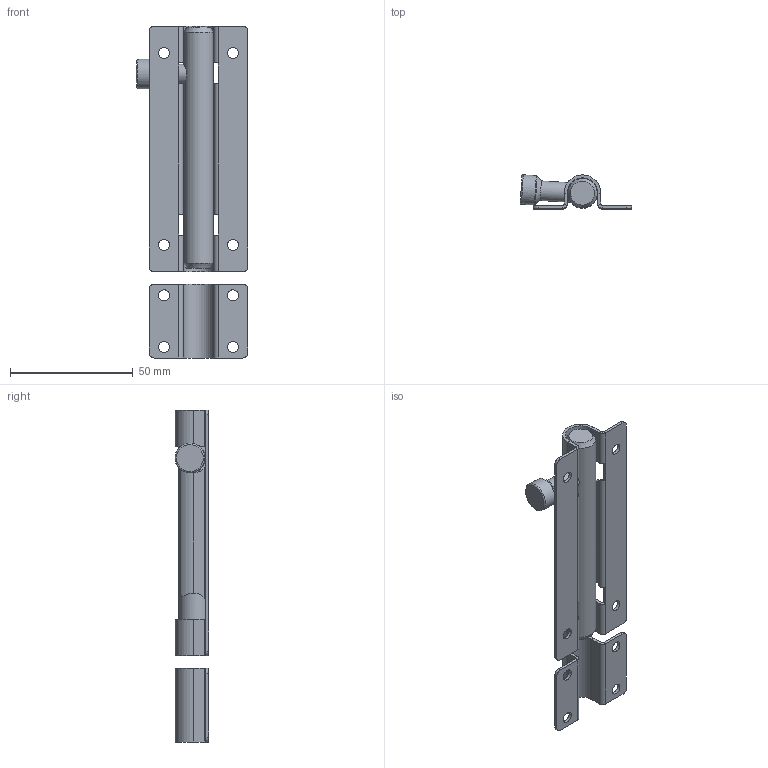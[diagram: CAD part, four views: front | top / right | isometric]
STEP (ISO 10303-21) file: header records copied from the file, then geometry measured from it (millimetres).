
FILE_DESCRIPTION (( 'STEP AP214' ), '1' );
FILE_NAME ('zapah.STEP', '2022-10-05T09:31:22', ( '' ), ( '' ), 'SwSTEP 2.0', 'SolidWorks 2020', '' );
FILE_SCHEMA (( 'AUTOMOTIVE_DESIGN' ));
Length unit declared in the file: millimetre
Products named in the file (4): zapah 1; zapah 3; zapah 2; zapah
Assembly tree (3 placements, depth 2):
  zapah
    zapah 3
    zapah 1
    zapah 2
Bounding box: 45.29 x 13.73 x 135 mm (x, y, z)
Volume: 19875.1 mm3; surface area: 17976 mm2
Topology: 3 solids, 3 shells, 145 faces, 320 edges, 180 vertices
Faces by surface type: plane 79, cylinder 49, bspline 12, cone 3, torus 2
Full cylindrical faces by diameter (mm): 4.5 x8, 8 x1, 12 x2
Entity records: 4425 total; most frequent: CARTESIAN_POINT 1215, DIRECTION 640, ORIENTED_EDGE 604, EDGE_CURVE 302, AXIS2_PLACEMENT_3D 232, VERTEX_POINT 178, EDGE_LOOP 178, VECTOR 176
